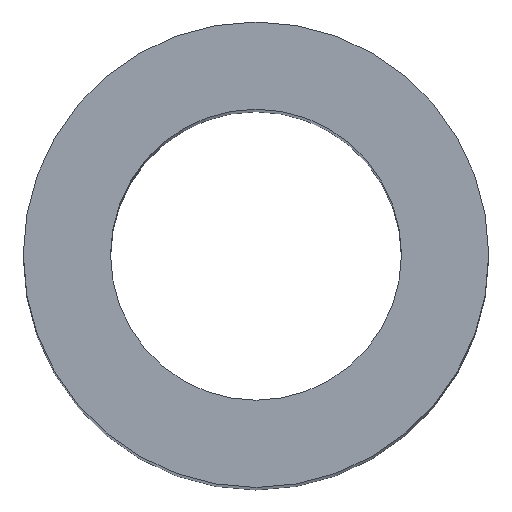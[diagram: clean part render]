
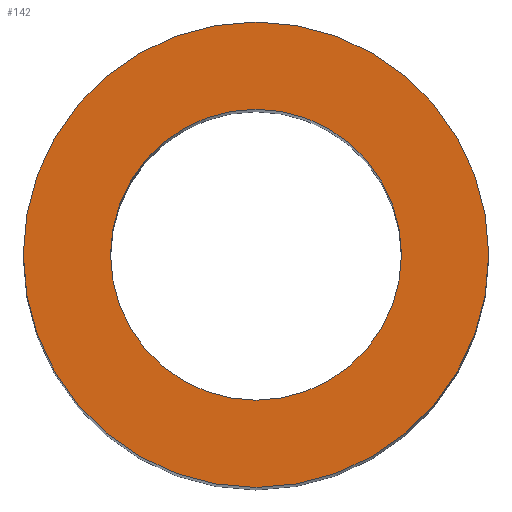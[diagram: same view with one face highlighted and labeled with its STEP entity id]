
A CAD part, top view. The second image highlights one B-rep face of the part: STEP entity #142.
In plain terms, the highlighted planar face has unit normal (0, 0, 1).
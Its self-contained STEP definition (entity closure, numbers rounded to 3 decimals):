
#3 = AXIS2_PLACEMENT_3D ( 'NONE', #148, #168, #127 ) ;
#15 = EDGE_CURVE ( 'NONE', #19, #56, #55, .T. ) ;
#19 = VERTEX_POINT ( 'NONE', #100 ) ;
#20 = DIRECTION ( 'NONE',  ( 1., 0., 0. ) ) ;
#24 = VERTEX_POINT ( 'NONE', #143 ) ;
#31 = DIRECTION ( 'NONE',  ( 0., 0., 1. ) ) ;
#36 = ORIENTED_EDGE ( 'NONE', *, *, #15, .T. ) ;
#38 = CARTESIAN_POINT ( 'NONE',  ( 0., 0., 100. ) ) ;
#42 = CIRCLE ( 'NONE', #98, 10. ) ;
#51 = DIRECTION ( 'NONE',  ( 0., 0., 1. ) ) ;
#55 = CIRCLE ( 'NONE', #178, 16. ) ;
#56 = VERTEX_POINT ( 'NONE', #130 ) ;
#61 = EDGE_LOOP ( 'NONE', ( #229, #36 ) ) ;
#68 = DIRECTION ( 'NONE',  ( 1., 0., 0. ) ) ;
#81 = ORIENTED_EDGE ( 'NONE', *, *, #96, .F. ) ;
#83 = DIRECTION ( 'NONE',  ( 1., 0., 0. ) ) ;
#96 = EDGE_CURVE ( 'NONE', #162, #24, #42, .T. ) ;
#98 = AXIS2_PLACEMENT_3D ( 'NONE', #150, #51, #68 ) ;
#100 = CARTESIAN_POINT ( 'NONE',  ( 16., 0., 100. ) ) ;
#103 = ORIENTED_EDGE ( 'NONE', *, *, #195, .F. ) ;
#107 = CARTESIAN_POINT ( 'NONE',  ( 0., 0., 100. ) ) ;
#108 = CIRCLE ( 'NONE', #221, 10. ) ;
#119 = DIRECTION ( 'NONE',  ( 0., 0., 1. ) ) ;
#122 = EDGE_CURVE ( 'NONE', #56, #19, #184, .T. ) ;
#127 = DIRECTION ( 'NONE',  ( 1., 0., 0. ) ) ;
#129 = CARTESIAN_POINT ( 'NONE',  ( -10., 0., 100. ) ) ;
#130 = CARTESIAN_POINT ( 'NONE',  ( -16., 0., 100. ) ) ;
#133 = DIRECTION ( 'NONE',  ( 0., 0., 1. ) ) ;
#142 = ADVANCED_FACE ( 'NONE', ( #235, #169 ), #151, .T. ) ;
#143 = CARTESIAN_POINT ( 'NONE',  ( 10., 0., 100. ) ) ;
#148 = CARTESIAN_POINT ( 'NONE',  ( 0., 0., 100. ) ) ;
#149 = DIRECTION ( 'NONE',  ( 1., 0., 0. ) ) ;
#150 = CARTESIAN_POINT ( 'NONE',  ( 0., 0., 100. ) ) ;
#151 = PLANE ( 'NONE',  #3 ) ;
#162 = VERTEX_POINT ( 'NONE', #129 ) ;
#164 = CARTESIAN_POINT ( 'NONE',  ( 0., 0., 100. ) ) ;
#167 = AXIS2_PLACEMENT_3D ( 'NONE', #164, #31, #149 ) ;
#168 = DIRECTION ( 'NONE',  ( 0., 0., 1. ) ) ;
#169 = FACE_BOUND ( 'NONE', #174, .T. ) ;
#174 = EDGE_LOOP ( 'NONE', ( #81, #103 ) ) ;
#178 = AXIS2_PLACEMENT_3D ( 'NONE', #38, #119, #20 ) ;
#184 = CIRCLE ( 'NONE', #167, 16. ) ;
#195 = EDGE_CURVE ( 'NONE', #24, #162, #108, .T. ) ;
#221 = AXIS2_PLACEMENT_3D ( 'NONE', #107, #133, #83 ) ;
#229 = ORIENTED_EDGE ( 'NONE', *, *, #122, .T. ) ;
#235 = FACE_OUTER_BOUND ( 'NONE', #61, .T. ) ;
